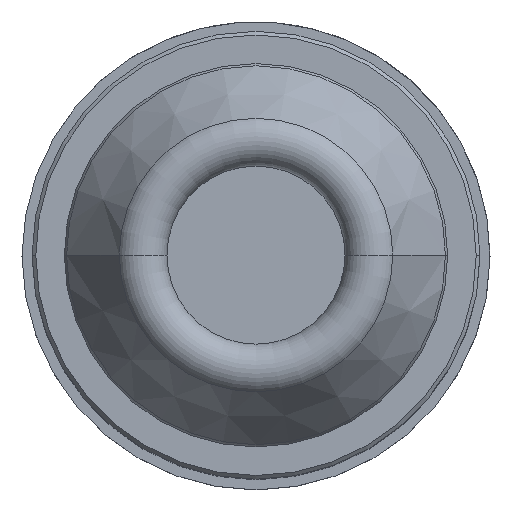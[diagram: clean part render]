
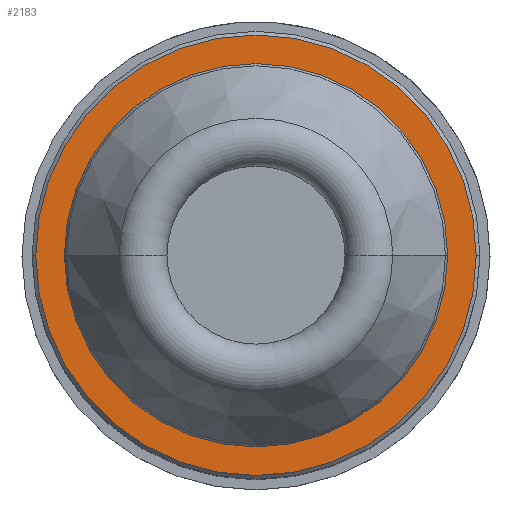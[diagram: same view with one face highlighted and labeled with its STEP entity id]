
A CAD part, top view. The second image highlights one B-rep face of the part: STEP entity #2183.
In plain terms, the highlighted planar face has unit normal (0, 0, 1).
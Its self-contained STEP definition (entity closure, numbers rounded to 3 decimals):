
#606=CARTESIAN_POINT('',(-0.031,-0.195,47.18));
#607=DIRECTION('',(0.,0.,1.));
#608=DIRECTION('',(-1.,0.,0.));
#609=AXIS2_PLACEMENT_3D('',#606,#607,#608);
#611=CARTESIAN_POINT('',(-0.031,-0.195,47.18));
#612=DIRECTION('',(0.,0.,1.));
#613=DIRECTION('',(1.,0.,0.));
#614=AXIS2_PLACEMENT_3D('',#611,#612,#613);
#616=CARTESIAN_POINT('',(-0.031,-0.195,47.18));
#617=DIRECTION('',(0.,0.,-1.));
#618=DIRECTION('',(1.,0.,0.));
#619=AXIS2_PLACEMENT_3D('',#616,#617,#618);
#621=CARTESIAN_POINT('',(-0.031,-0.195,47.18));
#622=DIRECTION('',(0.,0.,-1.));
#623=DIRECTION('',(-1.,0.,0.));
#624=AXIS2_PLACEMENT_3D('',#621,#622,#623);
#894=CARTESIAN_POINT('',(-7.701,-0.195,47.18));
#896=VERTEX_POINT('',#894);
#897=CARTESIAN_POINT('',(7.64,-0.195,47.18));
#898=VERTEX_POINT('',#897);
#901=CARTESIAN_POINT('',(-6.706,-0.195,47.18));
#903=VERTEX_POINT('',#901);
#907=CARTESIAN_POINT('',(6.645,-0.195,47.18));
#908=VERTEX_POINT('',#907);
#2168=CARTESIAN_POINT('',(-7.218,1.419,47.18));
#2169=DIRECTION('',(0.,0.,-1.));
#2170=DIRECTION('',(-1.,0.,0.));
#2171=AXIS2_PLACEMENT_3D('',#2168,#2169,#2170);
#2172=PLANE('',#2171);
#2173=ORIENTED_EDGE('',*,*,#2134,.F.);
#2174=ORIENTED_EDGE('',*,*,#2156,.F.);
#2175=EDGE_LOOP('',(#2173,#2174));
#2176=FACE_OUTER_BOUND('',#2175,.F.);
#2178=ORIENTED_EDGE('',*,*,#2177,.F.);
#2180=ORIENTED_EDGE('',*,*,#2179,.F.);
#2181=EDGE_LOOP('',(#2178,#2180));
#2182=FACE_BOUND('',#2181,.F.);
#2183=ADVANCED_FACE('',(#2176,#2182),#2172,.F.);
#610=CIRCLE('',#609,7.67);
#615=CIRCLE('',#614,7.67);
#620=CIRCLE('',#619,6.675);
#625=CIRCLE('',#624,6.675);
#2134=EDGE_CURVE('',#896,#898,#610,.T.);
#2156=EDGE_CURVE('',#898,#896,#615,.T.);
#2177=EDGE_CURVE('',#908,#903,#620,.T.);
#2179=EDGE_CURVE('',#903,#908,#625,.T.);
